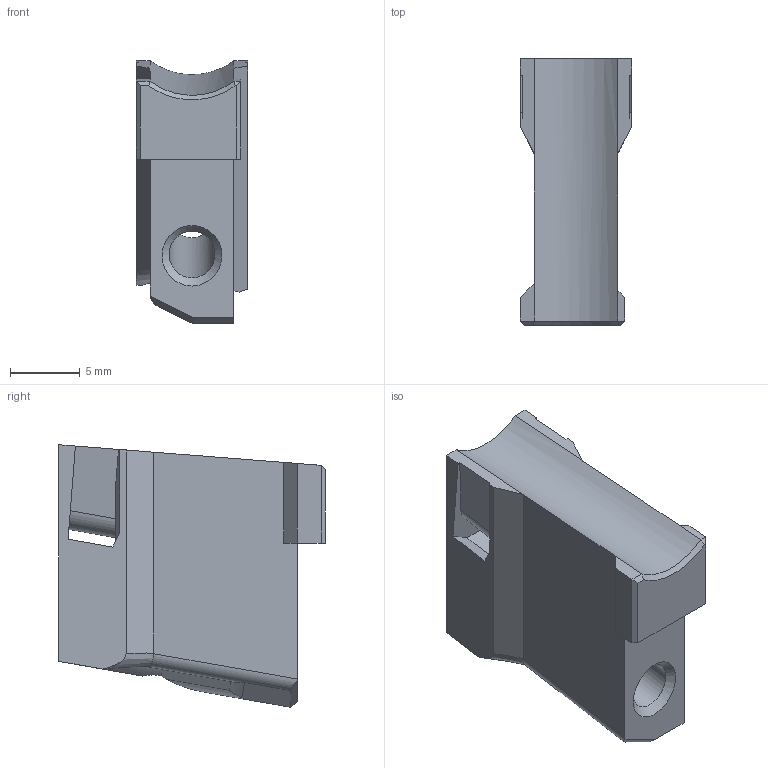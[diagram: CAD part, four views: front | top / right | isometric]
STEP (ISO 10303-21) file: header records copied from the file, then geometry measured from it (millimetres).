
FILE_DESCRIPTION(('FreeCAD Model'),'2;1');
FILE_NAME('wire-mount-A.step','2020-06-22T19:18:33',('Author'),(''), 'Open CASCADE STEP processor 7.3','FreeCAD','Unknown');
FILE_SCHEMA(('AUTOMOTIVE_DESIGN { 1 0 10303 214 1 1 1 1 }'));
Length unit declared in the file: millimetre
Products named in the file (1): cable_guide_back_a
Bounding box: 8 x 19.15 x 18.86 mm (x, y, z)
Volume: 1580.2 mm3; surface area: 1343.2 mm2
Topology: 1 solids, 1 shells, 61 faces, 179 edges, 118 vertices
Faces by surface type: plane 47, cylinder 8, bspline 5, cone 1
Full cylindrical faces by diameter (mm): 3.3 x1
Entity records: 5651 total; most frequent: CARTESIAN_POINT 2217, DIRECTION 581, LINE 416, VECTOR 416, ORIENTED_EDGE 358, PCURVE 358, DEFINITIONAL_REPRESENTATION 358, EDGE_CURVE 179
